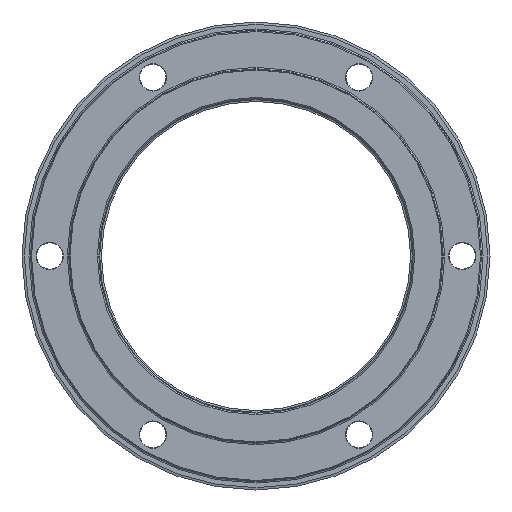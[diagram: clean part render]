
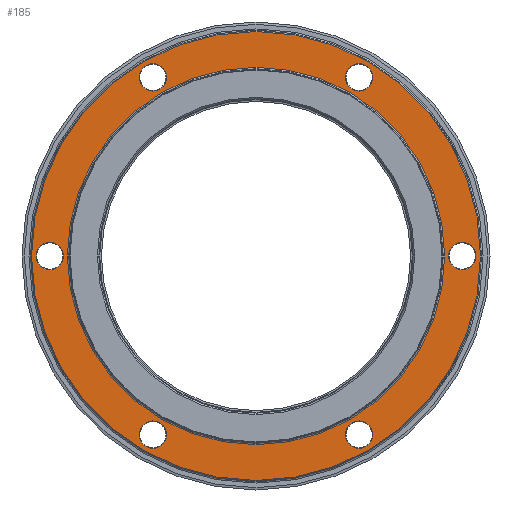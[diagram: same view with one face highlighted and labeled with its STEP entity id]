
A CAD part, left-side view. The second image highlights one B-rep face of the part: STEP entity #185.
In plain terms, the highlighted planar face has unit normal (-1, 0, 0).
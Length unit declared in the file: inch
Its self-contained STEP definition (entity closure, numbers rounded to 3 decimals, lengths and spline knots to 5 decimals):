
#185=ADVANCED_FACE('',(#287,#288,#289,#290,#291,#292,#293,#294),#252,.T.);
#252=PLANE('',#1023);
#287=FACE_BOUND('',#455,.T.);
#288=FACE_BOUND('',#456,.T.);
#289=FACE_BOUND('',#457,.T.);
#290=FACE_BOUND('',#458,.T.);
#291=FACE_BOUND('',#459,.T.);
#292=FACE_BOUND('',#460,.T.);
#293=FACE_BOUND('',#461,.T.);
#294=FACE_BOUND('',#462,.T.);
#455=EDGE_LOOP('',(#621));
#456=EDGE_LOOP('',(#622));
#457=EDGE_LOOP('',(#623));
#458=EDGE_LOOP('',(#624));
#459=EDGE_LOOP('',(#625));
#460=EDGE_LOOP('',(#626));
#461=EDGE_LOOP('',(#627));
#462=EDGE_LOOP('',(#628));
#621=ORIENTED_EDGE('',*,*,#869,.T.);
#622=ORIENTED_EDGE('',*,*,#870,.T.);
#623=ORIENTED_EDGE('',*,*,#871,.T.);
#624=ORIENTED_EDGE('',*,*,#872,.T.);
#625=ORIENTED_EDGE('',*,*,#873,.T.);
#626=ORIENTED_EDGE('',*,*,#874,.T.);
#627=ORIENTED_EDGE('',*,*,#875,.T.);
#628=ORIENTED_EDGE('',*,*,#868,.F.);
#783=VERTEX_POINT('',#1540);
#784=VERTEX_POINT('',#1543);
#785=VERTEX_POINT('',#1545);
#786=VERTEX_POINT('',#1547);
#787=VERTEX_POINT('',#1549);
#788=VERTEX_POINT('',#1551);
#789=VERTEX_POINT('',#1553);
#790=VERTEX_POINT('',#1555);
#868=EDGE_CURVE('',#783,#783,#945,.T.);
#869=EDGE_CURVE('',#784,#784,#946,.T.);
#870=EDGE_CURVE('',#785,#785,#947,.T.);
#871=EDGE_CURVE('',#786,#786,#948,.T.);
#872=EDGE_CURVE('',#787,#787,#949,.T.);
#873=EDGE_CURVE('',#788,#788,#950,.T.);
#874=EDGE_CURVE('',#789,#789,#951,.T.);
#875=EDGE_CURVE('',#790,#790,#952,.T.);
#945=CIRCLE('',#1014,18.7034);
#946=CIRCLE('',#1016,1.14);
#947=CIRCLE('',#1017,1.14);
#948=CIRCLE('',#1018,1.14);
#949=CIRCLE('',#1019,1.14);
#950=CIRCLE('',#1020,1.14);
#951=CIRCLE('',#1021,1.14);
#952=CIRCLE('',#1022,15.72);
#1014=AXIS2_PLACEMENT_3D('',#1539,#1163,#1164);
#1016=AXIS2_PLACEMENT_3D('',#1542,#1167,#1168);
#1017=AXIS2_PLACEMENT_3D('',#1544,#1169,#1170);
#1018=AXIS2_PLACEMENT_3D('',#1546,#1171,#1172);
#1019=AXIS2_PLACEMENT_3D('',#1548,#1173,#1174);
#1020=AXIS2_PLACEMENT_3D('',#1550,#1175,#1176);
#1021=AXIS2_PLACEMENT_3D('',#1552,#1177,#1178);
#1022=AXIS2_PLACEMENT_3D('',#1554,#1179,#1180);
#1023=AXIS2_PLACEMENT_3D('',#1556,#1181,#1182);
#1163=DIRECTION('',(1.,0.,0.));
#1164=DIRECTION('',(0.,0.,-1.));
#1167=DIRECTION('',(1.,0.,0.));
#1168=DIRECTION('',(0.,0.,1.));
#1169=DIRECTION('',(1.,0.,0.));
#1170=DIRECTION('',(0.,0.,1.));
#1171=DIRECTION('',(1.,0.,0.));
#1172=DIRECTION('',(0.,0.,1.));
#1173=DIRECTION('',(1.,0.,0.));
#1174=DIRECTION('',(0.,0.,1.));
#1175=DIRECTION('',(1.,0.,0.));
#1176=DIRECTION('',(0.,0.,1.));
#1177=DIRECTION('',(1.,0.,0.));
#1178=DIRECTION('',(0.,0.,1.));
#1179=DIRECTION('',(1.,0.,0.));
#1180=DIRECTION('',(0.,0.,-1.));
#1181=DIRECTION('',(-1.,0.,0.));
#1182=DIRECTION('',(0.,0.,1.));
#1539=CARTESIAN_POINT('',(-9.1,0.,0.));
#1540=CARTESIAN_POINT('',(-9.1,0.,-18.7034));
#1542=CARTESIAN_POINT('',(-9.1,-8.5925,14.88265));
#1543=CARTESIAN_POINT('',(-9.1,-8.5925,16.02265));
#1544=CARTESIAN_POINT('',(-9.1,8.5925,14.88265));
#1545=CARTESIAN_POINT('',(-9.1,8.5925,16.02265));
#1546=CARTESIAN_POINT('',(-9.1,17.185,0.));
#1547=CARTESIAN_POINT('',(-9.1,17.185,1.14));
#1548=CARTESIAN_POINT('',(-9.1,8.5925,-14.88265));
#1549=CARTESIAN_POINT('',(-9.1,8.5925,-13.74265));
#1550=CARTESIAN_POINT('',(-9.1,-8.5925,-14.88265));
#1551=CARTESIAN_POINT('',(-9.1,-8.5925,-13.74265));
#1552=CARTESIAN_POINT('',(-9.1,-17.185,0.));
#1553=CARTESIAN_POINT('',(-9.1,-17.185,1.14));
#1554=CARTESIAN_POINT('',(-9.1,0.,0.));
#1555=CARTESIAN_POINT('',(-9.1,0.,-15.72));
#1556=CARTESIAN_POINT('',(-9.1,18.7034,0.));
